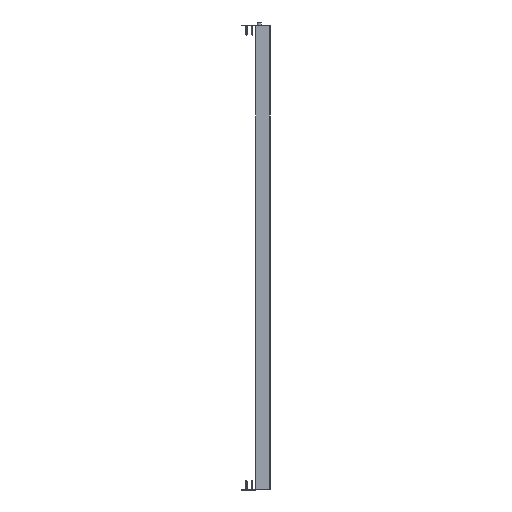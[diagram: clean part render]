
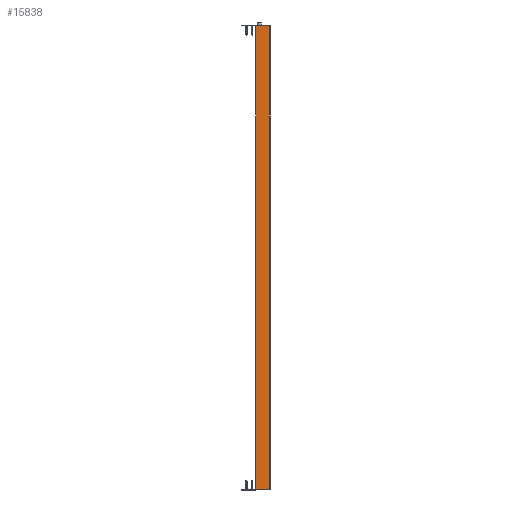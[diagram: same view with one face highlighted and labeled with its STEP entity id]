
A CAD part, left-side view. The second image highlights one B-rep face of the part: STEP entity #15838.
In plain terms, the highlighted planar face has unit normal (-1, 0.007, 0).
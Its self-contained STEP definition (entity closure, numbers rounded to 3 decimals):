
#1834 = EDGE_CURVE ( 'NONE', #12731, #27001, #45888, .T. ) ;
#2711 = CARTESIAN_POINT ( 'NONE',  ( -6.599, -29.85, 0. ) ) ;
#3182 = CARTESIAN_POINT ( 'NONE',  ( -6.599, -29.85, -957. ) ) ;
#3614 = CARTESIAN_POINT ( 'NONE',  ( -6.599, -29.85, -957. ) ) ;
#3839 = CARTESIAN_POINT ( 'NONE',  ( -6.377, 0., -957. ) ) ;
#4221 = EDGE_CURVE ( 'NONE', #8596, #12731, #30329, .T. ) ;
#4475 = LINE ( 'NONE', #12305, #6631 ) ;
#4704 = DIRECTION ( 'NONE',  ( -0.007, -1., 0. ) ) ;
#5358 = EDGE_CURVE ( 'NONE', #42363, #27001, #4475, .T. ) ;
#6631 = VECTOR ( 'NONE', #4704, 1000. ) ;
#6710 = PLANE ( 'NONE',  #25519 ) ;
#6850 = CARTESIAN_POINT ( 'NONE',  ( -6.382, -0.695, -957. ) ) ;
#8487 = CARTESIAN_POINT ( 'NONE',  ( -6.377, 0., -957. ) ) ;
#8596 = VERTEX_POINT ( 'NONE', #6850 ) ;
#11767 = VECTOR ( 'NONE', #14548, 1000. ) ;
#12305 = CARTESIAN_POINT ( 'NONE',  ( -6.377, 0., 0. ) ) ;
#12731 = VERTEX_POINT ( 'NONE', #3182 ) ;
#13414 = VECTOR ( 'NONE', #44806, 1000. ) ;
#13840 = DIRECTION ( 'NONE',  ( 0., 0., 1. ) ) ;
#14548 = DIRECTION ( 'NONE',  ( 0., 0., -1. ) ) ;
#15838 = ADVANCED_FACE ( 'NONE', ( #46345 ), #6710, .T. ) ;
#25519 = AXIS2_PLACEMENT_3D ( 'NONE', #3839, #43735, #38994 ) ;
#26276 = VECTOR ( 'NONE', #13840, 1000. ) ;
#26579 = ORIENTED_EDGE ( 'NONE', *, *, #31940, .T. ) ;
#27001 = VERTEX_POINT ( 'NONE', #2711 ) ;
#29045 = LINE ( 'NONE', #46186, #11767 ) ;
#29230 = CARTESIAN_POINT ( 'NONE',  ( -6.382, -0.695, 0. ) ) ;
#29448 = ORIENTED_EDGE ( 'NONE', *, *, #4221, .T. ) ;
#29742 = ORIENTED_EDGE ( 'NONE', *, *, #5358, .F. ) ;
#30329 = LINE ( 'NONE', #8487, #13414 ) ;
#31940 = EDGE_CURVE ( 'NONE', #42363, #8596, #29045, .T. ) ;
#36425 = ORIENTED_EDGE ( 'NONE', *, *, #1834, .T. ) ;
#37657 = EDGE_LOOP ( 'NONE', ( #29448, #36425, #29742, #26579 ) ) ;
#38994 = DIRECTION ( 'NONE',  ( -0.007, -1., 0. ) ) ;
#42363 = VERTEX_POINT ( 'NONE', #29230 ) ;
#43735 = DIRECTION ( 'NONE',  ( -1., 0.007, 0. ) ) ;
#44806 = DIRECTION ( 'NONE',  ( -0.007, -1., 0. ) ) ;
#45888 = LINE ( 'NONE', #3614, #26276 ) ;
#46186 = CARTESIAN_POINT ( 'NONE',  ( -6.382, -0.695, -957. ) ) ;
#46345 = FACE_OUTER_BOUND ( 'NONE', #37657, .T. ) ;
